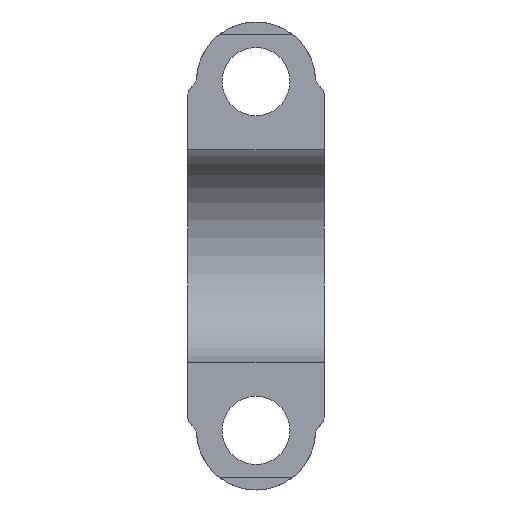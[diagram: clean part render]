
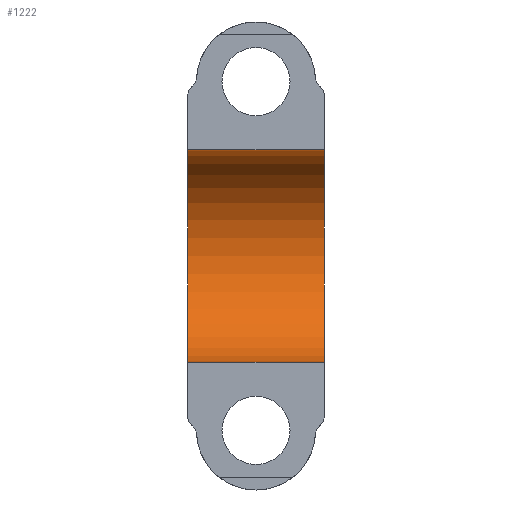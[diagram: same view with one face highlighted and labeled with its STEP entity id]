
A CAD part, front view. The second image highlights one B-rep face of the part: STEP entity #1222.
In plain terms, the highlighted cylindrical face has radius 12.5 mm (diameter 25 mm), a partial arc.
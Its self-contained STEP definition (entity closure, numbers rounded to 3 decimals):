
#126=LINE('',#2575,#182);
#132=LINE('',#2587,#188);
#182=VECTOR('',#1588,10.);
#188=VECTOR('',#1602,10.);
#221=CYLINDRICAL_SURFACE('',#1368,12.5);
#310=FACE_OUTER_BOUND('',#378,.T.);
#378=EDGE_LOOP('',(#1139,#1140,#1141,#1142));
#416=CIRCLE('',#1292,12.5);
#428=CIRCLE('',#1317,12.5);
#518=VERTEX_POINT('',#2105);
#519=VERTEX_POINT('',#2107);
#554=VERTEX_POINT('',#2508);
#555=VERTEX_POINT('',#2510);
#657=EDGE_CURVE('',#518,#519,#416,.T.);
#713=EDGE_CURVE('',#554,#555,#428,.T.);
#730=EDGE_CURVE('',#519,#554,#126,.T.);
#738=EDGE_CURVE('',#555,#518,#132,.T.);
#1139=ORIENTED_EDGE('',*,*,#713,.F.);
#1140=ORIENTED_EDGE('',*,*,#730,.F.);
#1141=ORIENTED_EDGE('',*,*,#657,.F.);
#1142=ORIENTED_EDGE('',*,*,#738,.F.);
#1222=ADVANCED_FACE('',(#310),#221,.F.);
#1292=AXIS2_PLACEMENT_3D('',#2108,#1487,#1488);
#1317=AXIS2_PLACEMENT_3D('',#2511,#1552,#1553);
#1368=AXIS2_PLACEMENT_3D('',#2700,#1677,#1678);
#1487=DIRECTION('center_axis',(1.,0.,0.));
#1488=DIRECTION('ref_axis',(0.,0.,-1.));
#1552=DIRECTION('center_axis',(-1.,0.,0.));
#1553=DIRECTION('ref_axis',(0.,0.,-1.));
#1588=DIRECTION('',(1.,0.,0.));
#1602=DIRECTION('',(-1.,0.,0.));
#1677=DIRECTION('center_axis',(-1.,0.,0.));
#1678=DIRECTION('ref_axis',(0.,0.,-1.));
#2105=CARTESIAN_POINT('',(0.,0.,-38.5));
#2107=CARTESIAN_POINT('',(0.,0.,-13.5));
#2108=CARTESIAN_POINT('Origin',(0.,0.,-26.));
#2508=CARTESIAN_POINT('',(16.,0.,-13.5));
#2510=CARTESIAN_POINT('',(16.,0.,-38.5));
#2511=CARTESIAN_POINT('Origin',(16.,0.,-26.));
#2575=CARTESIAN_POINT('',(16.,0.,-13.5));
#2587=CARTESIAN_POINT('',(16.,0.,-38.5));
#2700=CARTESIAN_POINT('Origin',(16.,0.,-26.));
